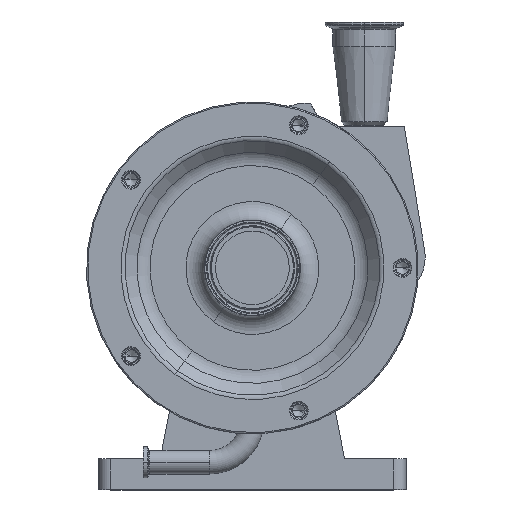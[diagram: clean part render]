
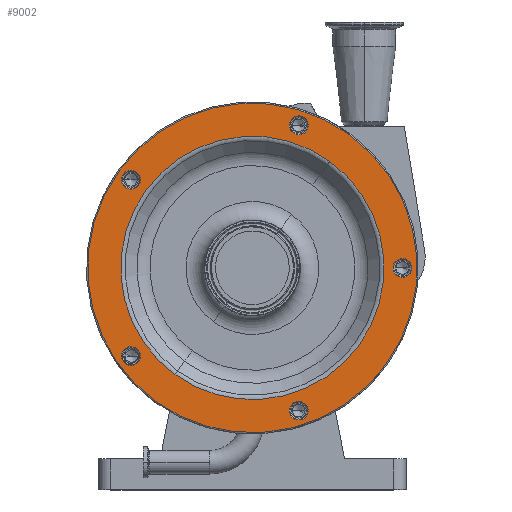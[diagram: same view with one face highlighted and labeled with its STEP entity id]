
A CAD part, top view. The second image highlights one B-rep face of the part: STEP entity #9002.
In plain terms, the highlighted planar face has unit normal (0, 0, 1).
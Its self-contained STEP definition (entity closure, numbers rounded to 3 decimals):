
#26 = CARTESIAN_POINT ( 'NONE',  ( 42.193, 122.213, 209.5 ) ) ;
#119 = FACE_BOUND ( 'NONE', #3653, .T. ) ;
#732 = CARTESIAN_POINT ( 'NONE',  ( 126.493, 6.184, 209.5 ) ) ;
#834 = DIRECTION ( 'NONE',  ( -0.588, -0.809, 0. ) ) ;
#1532 = CARTESIAN_POINT ( 'NONE',  ( 62.935, 86.622, 209.5 ) ) ;
#1576 = DIRECTION ( 'NONE',  ( -0.588, -0.809, 0. ) ) ;
#1837 = ORIENTED_EDGE ( 'NONE', *, *, #4605, .T. ) ;
#2000 = EDGE_CURVE ( 'NONE', #3008, #5317, #5825, .T. ) ;
#2072 = EDGE_CURVE ( 'NONE', #11850, #3508, #13112, .T. ) ;
#2082 = DIRECTION ( 'NONE',  ( 0., 0., -1. ) ) ;
#2129 = FACE_BOUND ( 'NONE', #2913, .T. ) ;
#2155 = CIRCLE ( 'NONE', #7293, 7.644 ) ;
#2182 = VERTEX_POINT ( 'NONE', #3272 ) ;
#2241 = DIRECTION ( 'NONE',  ( 0., 0., -1. ) ) ;
#2305 = AXIS2_PLACEMENT_3D ( 'NONE', #3786, #7815, #1576 ) ;
#2306 = CIRCLE ( 'NONE', #13241, 7.644 ) ;
#2319 = CIRCLE ( 'NONE', #9199, 7.644 ) ;
#2458 = CIRCLE ( 'NONE', #5039, 7.644 ) ;
#2500 = CIRCLE ( 'NONE', #4880, 107.071 ) ;
#2657 = ORIENTED_EDGE ( 'NONE', *, *, #2000, .F. ) ;
#2913 = EDGE_LOOP ( 'NONE', ( #7049, #1837 ) ) ;
#3008 = VERTEX_POINT ( 'NONE', #10471 ) ;
#3012 = EDGE_LOOP ( 'NONE', ( #7133, #9984 ) ) ;
#3082 = DIRECTION ( 'NONE',  ( -0.588, -0.809, 0. ) ) ;
#3141 = FACE_BOUND ( 'NONE', #3012, .T. ) ;
#3272 = CARTESIAN_POINT ( 'NONE',  ( 42.193, -109.845, 209.5 ) ) ;
#3381 = DIRECTION ( 'NONE',  ( 0., 0., -1. ) ) ;
#3508 = VERTEX_POINT ( 'NONE', #732 ) ;
#3511 = CARTESIAN_POINT ( 'NONE',  ( 37.7, 116.029, 209.5 ) ) ;
#3653 = EDGE_LOOP ( 'NONE', ( #12044, #4754 ) ) ;
#3739 = ORIENTED_EDGE ( 'NONE', *, *, #7144, .T. ) ;
#3753 = DIRECTION ( 'NONE',  ( 0., 0., -1. ) ) ;
#3786 = CARTESIAN_POINT ( 'NONE',  ( -98.7, -71.71, 209.5 ) ) ;
#3824 = DIRECTION ( 'NONE',  ( -0.588, -0.809, 0. ) ) ;
#3873 = CIRCLE ( 'NONE', #2305, 7.644 ) ;
#3897 = EDGE_CURVE ( 'NONE', #6125, #11075, #3873, .T. ) ;
#4103 = DIRECTION ( 'NONE',  ( 0., 0., -1. ) ) ;
#4532 = DIRECTION ( 'NONE',  ( -0.588, -0.809, 0. ) ) ;
#4605 = EDGE_CURVE ( 'NONE', #9813, #12111, #2500, .T. ) ;
#4754 = ORIENTED_EDGE ( 'NONE', *, *, #10954, .T. ) ;
#4811 = AXIS2_PLACEMENT_3D ( 'NONE', #6004, #4929, #7014 ) ;
#4829 = CARTESIAN_POINT ( 'NONE',  ( -98.7, 71.71, 209.5 ) ) ;
#4880 = AXIS2_PLACEMENT_3D ( 'NONE', #11273, #2082, #6177 ) ;
#4929 = DIRECTION ( 'NONE',  ( 0., 0., -1. ) ) ;
#5019 = FACE_BOUND ( 'NONE', #12806, .T. ) ;
#5039 = AXIS2_PLACEMENT_3D ( 'NONE', #4829, #3753, #3824 ) ;
#5097 = EDGE_CURVE ( 'NONE', #3508, #11850, #2306, .T. ) ;
#5214 = CARTESIAN_POINT ( 'NONE',  ( 122., 0., 209.5 ) ) ;
#5282 = AXIS2_PLACEMENT_3D ( 'NONE', #10258, #7353, #3082 ) ;
#5305 = VERTEX_POINT ( 'NONE', #9297 ) ;
#5316 = CARTESIAN_POINT ( 'NONE',  ( 33.207, 109.845, 209.5 ) ) ;
#5317 = VERTEX_POINT ( 'NONE', #8279 ) ;
#5376 = CARTESIAN_POINT ( 'NONE',  ( -103.193, 65.526, 209.5 ) ) ;
#5480 = AXIS2_PLACEMENT_3D ( 'NONE', #10014, #9950, #834 ) ;
#5497 = EDGE_CURVE ( 'NONE', #2182, #5305, #2319, .T. ) ;
#5627 = AXIS2_PLACEMENT_3D ( 'NONE', #8140, #4103, #9287 ) ;
#5825 = CIRCLE ( 'NONE', #6252, 134. ) ;
#5996 = DIRECTION ( 'NONE',  ( 0., 0., -1. ) ) ;
#6004 = CARTESIAN_POINT ( 'NONE',  ( 0., 0., 209.5 ) ) ;
#6120 = CARTESIAN_POINT ( 'NONE',  ( 37.7, 116.029, 209.5 ) ) ;
#6125 = VERTEX_POINT ( 'NONE', #12315 ) ;
#6177 = DIRECTION ( 'NONE',  ( -0.588, -0.809, 0. ) ) ;
#6252 = AXIS2_PLACEMENT_3D ( 'NONE', #11866, #12007, #11935 ) ;
#6399 = DIRECTION ( 'NONE',  ( -0.588, -0.809, 0. ) ) ;
#6597 = CARTESIAN_POINT ( 'NONE',  ( -98.7, 71.71, 209.5 ) ) ;
#6708 = VERTEX_POINT ( 'NONE', #26 ) ;
#6787 = VERTEX_POINT ( 'NONE', #5376 ) ;
#7014 = DIRECTION ( 'NONE',  ( -0.588, -0.809, 0. ) ) ;
#7027 = AXIS2_PLACEMENT_3D ( 'NONE', #12504, #12634, #6399 ) ;
#7049 = ORIENTED_EDGE ( 'NONE', *, *, #12807, .T. ) ;
#7133 = ORIENTED_EDGE ( 'NONE', *, *, #5097, .T. ) ;
#7144 = EDGE_CURVE ( 'NONE', #6708, #9353, #2155, .T. ) ;
#7293 = AXIS2_PLACEMENT_3D ( 'NONE', #6120, #8951, #7936 ) ;
#7353 = DIRECTION ( 'NONE',  ( 0., 0., -1. ) ) ;
#7431 = ORIENTED_EDGE ( 'NONE', *, *, #5497, .T. ) ;
#7468 = DIRECTION ( 'NONE',  ( -0.588, -0.809, 0. ) ) ;
#7600 = DIRECTION ( 'NONE',  ( -0.588, -0.809, 0. ) ) ;
#7772 = CIRCLE ( 'NONE', #5627, 134. ) ;
#7774 = CARTESIAN_POINT ( 'NONE',  ( 117.507, -6.184, 209.5 ) ) ;
#7779 = ORIENTED_EDGE ( 'NONE', *, *, #10524, .T. ) ;
#7815 = DIRECTION ( 'NONE',  ( 0., 0., -1. ) ) ;
#7936 = DIRECTION ( 'NONE',  ( -0.588, -0.809, 0. ) ) ;
#8027 = VERTEX_POINT ( 'NONE', #12581 ) ;
#8140 = CARTESIAN_POINT ( 'NONE',  ( 0., 0., 209.5 ) ) ;
#8279 = CARTESIAN_POINT ( 'NONE',  ( 78.763, 108.408, 209.5 ) ) ;
#8373 = FACE_BOUND ( 'NONE', #10425, .T. ) ;
#8748 = CIRCLE ( 'NONE', #10444, 7.644 ) ;
#8949 = CARTESIAN_POINT ( 'NONE',  ( 37.7, -116.029, 209.5 ) ) ;
#8951 = DIRECTION ( 'NONE',  ( 0., 0., -1. ) ) ;
#8985 = ORIENTED_EDGE ( 'NONE', *, *, #9386, .T. ) ;
#9002 = ADVANCED_FACE ( 'NONE', ( #11193, #3141, #5019, #119, #8373, #12263, #2129 ), #10190, .F. ) ;
#9116 = EDGE_LOOP ( 'NONE', ( #2657, #12496 ) ) ;
#9199 = AXIS2_PLACEMENT_3D ( 'NONE', #8949, #12089, #9814 ) ;
#9287 = DIRECTION ( 'NONE',  ( -0.588, -0.809, 0. ) ) ;
#9297 = CARTESIAN_POINT ( 'NONE',  ( 33.207, -122.213, 209.5 ) ) ;
#9353 = VERTEX_POINT ( 'NONE', #5316 ) ;
#9374 = EDGE_CURVE ( 'NONE', #6787, #8027, #9390, .T. ) ;
#9386 = EDGE_CURVE ( 'NONE', #9353, #6708, #8748, .T. ) ;
#9390 = CIRCLE ( 'NONE', #11097, 7.644 ) ;
#9788 = CIRCLE ( 'NONE', #5480, 7.644 ) ;
#9813 = VERTEX_POINT ( 'NONE', #1532 ) ;
#9814 = DIRECTION ( 'NONE',  ( -0.588, -0.809, 0. ) ) ;
#9950 = DIRECTION ( 'NONE',  ( 0., 0., -1. ) ) ;
#9984 = ORIENTED_EDGE ( 'NONE', *, *, #2072, .T. ) ;
#10014 = CARTESIAN_POINT ( 'NONE',  ( -98.7, -71.71, 209.5 ) ) ;
#10190 = PLANE ( 'NONE',  #5282 ) ;
#10258 = CARTESIAN_POINT ( 'NONE',  ( -108.408, 78.763, 209.5 ) ) ;
#10263 = DIRECTION ( 'NONE',  ( -0.588, -0.809, 0. ) ) ;
#10425 = EDGE_LOOP ( 'NONE', ( #12307, #10871 ) ) ;
#10444 = AXIS2_PLACEMENT_3D ( 'NONE', #3511, #3381, #7600 ) ;
#10471 = CARTESIAN_POINT ( 'NONE',  ( -78.763, -108.408, 209.5 ) ) ;
#10524 = EDGE_CURVE ( 'NONE', #5305, #2182, #11501, .T. ) ;
#10871 = ORIENTED_EDGE ( 'NONE', *, *, #9374, .T. ) ;
#10954 = EDGE_CURVE ( 'NONE', #11075, #6125, #9788, .T. ) ;
#11075 = VERTEX_POINT ( 'NONE', #11277 ) ;
#11097 = AXIS2_PLACEMENT_3D ( 'NONE', #6597, #2241, #7468 ) ;
#11193 = FACE_BOUND ( 'NONE', #12565, .T. ) ;
#11273 = CARTESIAN_POINT ( 'NONE',  ( 0., 0., 209.5 ) ) ;
#11277 = CARTESIAN_POINT ( 'NONE',  ( -103.193, -77.894, 209.5 ) ) ;
#11449 = CIRCLE ( 'NONE', #4811, 107.071 ) ;
#11501 = CIRCLE ( 'NONE', #7027, 7.644 ) ;
#11521 = EDGE_CURVE ( 'NONE', #5317, #3008, #7772, .T. ) ;
#11653 = CARTESIAN_POINT ( 'NONE',  ( -62.935, -86.622, 209.5 ) ) ;
#11850 = VERTEX_POINT ( 'NONE', #7774 ) ;
#11866 = CARTESIAN_POINT ( 'NONE',  ( 0., 0., 209.5 ) ) ;
#11911 = CARTESIAN_POINT ( 'NONE',  ( 122., 0., 209.5 ) ) ;
#11935 = DIRECTION ( 'NONE',  ( -0.588, -0.809, 0. ) ) ;
#12007 = DIRECTION ( 'NONE',  ( 0., 0., -1. ) ) ;
#12044 = ORIENTED_EDGE ( 'NONE', *, *, #3897, .T. ) ;
#12089 = DIRECTION ( 'NONE',  ( 0., 0., -1. ) ) ;
#12111 = VERTEX_POINT ( 'NONE', #11653 ) ;
#12263 = FACE_OUTER_BOUND ( 'NONE', #9116, .T. ) ;
#12307 = ORIENTED_EDGE ( 'NONE', *, *, #13134, .T. ) ;
#12315 = CARTESIAN_POINT ( 'NONE',  ( -94.207, -65.526, 209.5 ) ) ;
#12334 = DIRECTION ( 'NONE',  ( 0., 0., -1. ) ) ;
#12462 = AXIS2_PLACEMENT_3D ( 'NONE', #5214, #12334, #10263 ) ;
#12496 = ORIENTED_EDGE ( 'NONE', *, *, #11521, .F. ) ;
#12504 = CARTESIAN_POINT ( 'NONE',  ( 37.7, -116.029, 209.5 ) ) ;
#12565 = EDGE_LOOP ( 'NONE', ( #3739, #8985 ) ) ;
#12581 = CARTESIAN_POINT ( 'NONE',  ( -94.207, 77.894, 209.5 ) ) ;
#12634 = DIRECTION ( 'NONE',  ( 0., 0., -1. ) ) ;
#12806 = EDGE_LOOP ( 'NONE', ( #7431, #7779 ) ) ;
#12807 = EDGE_CURVE ( 'NONE', #12111, #9813, #11449, .T. ) ;
#13112 = CIRCLE ( 'NONE', #12462, 7.644 ) ;
#13134 = EDGE_CURVE ( 'NONE', #8027, #6787, #2458, .T. ) ;
#13241 = AXIS2_PLACEMENT_3D ( 'NONE', #11911, #5996, #4532 ) ;
